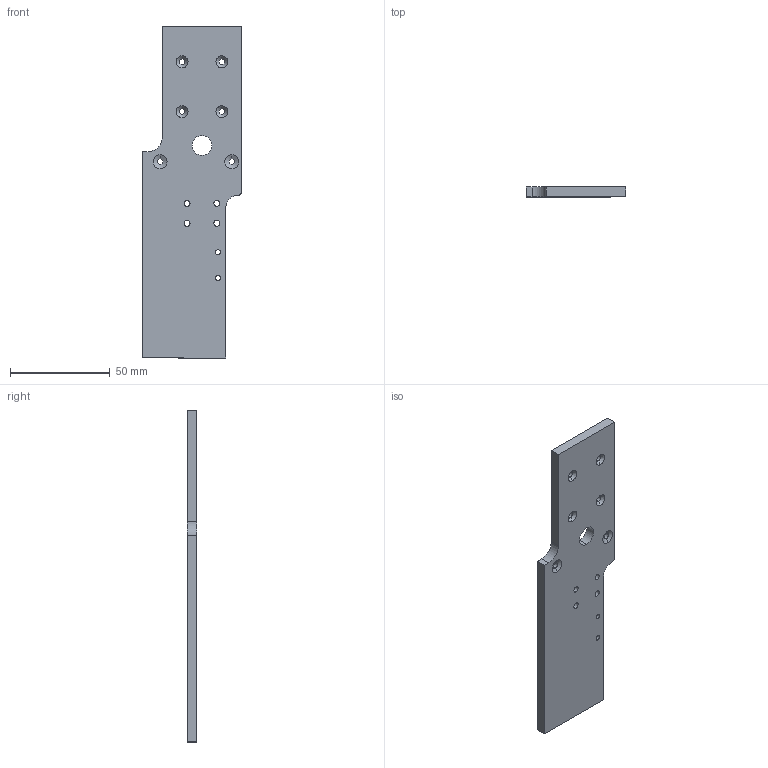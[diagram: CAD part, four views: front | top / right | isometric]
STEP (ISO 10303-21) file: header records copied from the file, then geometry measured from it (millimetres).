
FILE_DESCRIPTION (( 'STEP AP214' ), '1' );
FILE_NAME ('plate right.STEP', '2017-04-12T08:12:02', ( '' ), ( '' ), 'SwSTEP 2.0', 'SolidWorks 2015', '' );
FILE_SCHEMA (( 'AUTOMOTIVE_DESIGN' ));
Length unit declared in the file: millimetre
Products named in the file (1): plate right
Bounding box: 50 x 5 x 166.6 mm (x, y, z)
Volume: 33550.5 mm3; surface area: 17143.1 mm2
Topology: 1 solids, 1 shells, 74 faces, 186 edges, 120 vertices
Faces by surface type: cylinder 43, plane 19, cone 12
Entity records: 3152 total; most frequent: DIRECTION 434, CARTESIAN_POINT 381, ORIENTED_EDGE 372, EDGE_CURVE 186, AXIS2_PLACEMENT_3D 173, VERTEX_POINT 120, EDGE_LOOP 106, CIRCLE 98
